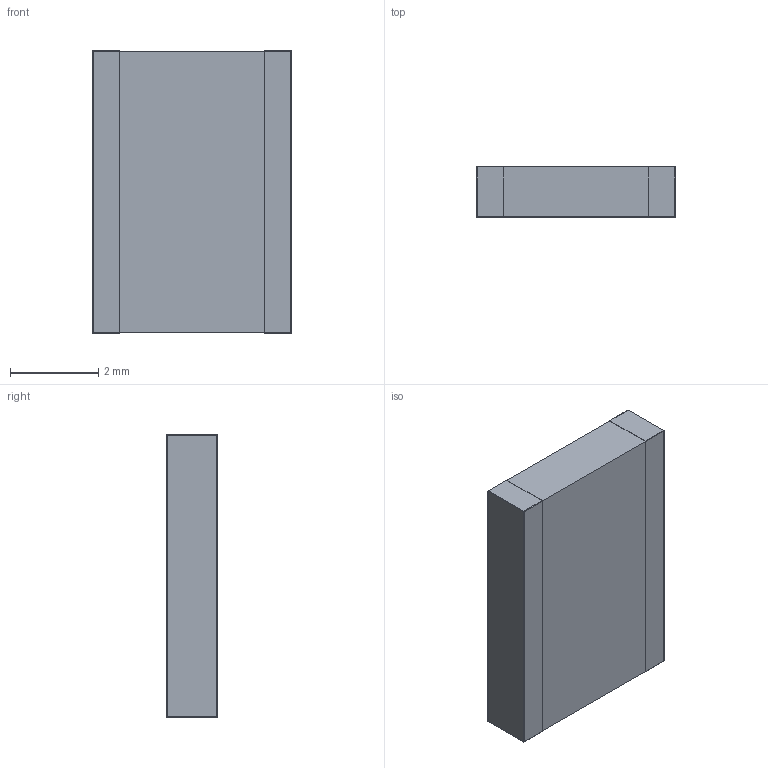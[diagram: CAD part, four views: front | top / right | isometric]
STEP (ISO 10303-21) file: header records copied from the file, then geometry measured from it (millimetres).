
FILE_DESCRIPTION (( 'STEP AP214' ), '1' );
FILE_NAME ('C1825.STEP', '2019-05-09T16:41:50', ( '' ), ( '' ), 'SwSTEP 2.0', 'SolidWorks 2018', '' );
FILE_SCHEMA (( 'AUTOMOTIVE_DESIGN' ));
Length unit declared in the file: millimetre
Products named in the file (1): C1825
Bounding box: 4.5 x 1.15 x 6.4 mm (x, y, z)
Volume: 32.6 mm3; surface area: 82.6 mm2
Topology: 1 solids, 1 shells, 112 faces, 287 edges, 178 vertices
Faces by surface type: bspline 47, plane 41, cylinder 16, sphere 8
Entity records: 5948 total; most frequent: CARTESIAN_POINT 3033, ORIENTED_EDGE 558, DIRECTION 349, EDGE_CURVE 279, VERTEX_POINT 178, LINE 153, VECTOR 153, EDGE_LOOP 121
